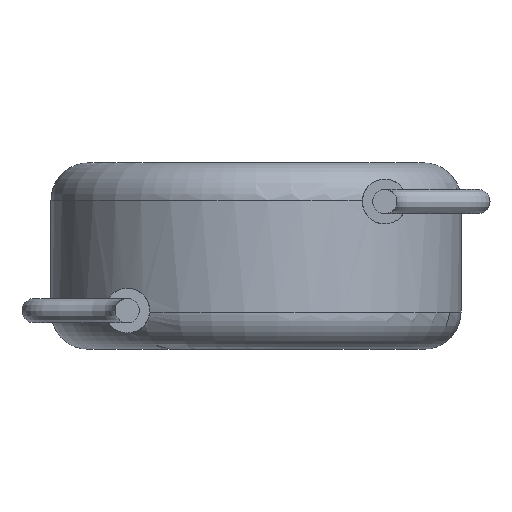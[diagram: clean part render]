
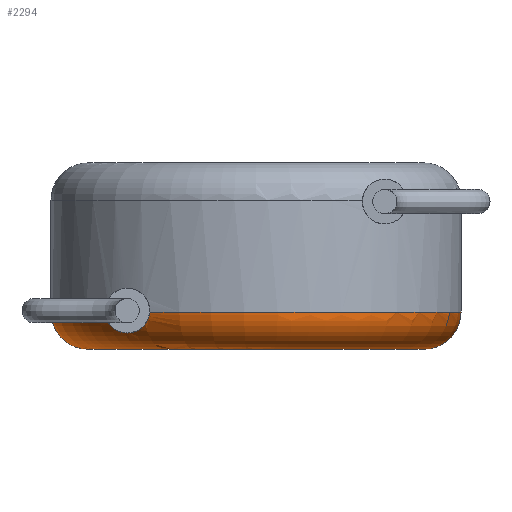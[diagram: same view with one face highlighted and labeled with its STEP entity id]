
A CAD part, front view. The second image highlights one B-rep face of the part: STEP entity #2294.
In plain terms, the highlighted toroidal (fillet/blend) face has major radius 4.5 mm and minor radius 1 mm.
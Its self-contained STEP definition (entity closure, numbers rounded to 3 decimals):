
#28 = ORIENTED_EDGE ( 'NONE', *, *, #1620, .F. ) ;
#122 = ORIENTED_EDGE ( 'NONE', *, *, #1191, .T. ) ;
#137 = ORIENTED_EDGE ( 'NONE', *, *, #3724, .T. ) ;
#219 = CARTESIAN_POINT ( 'NONE',  ( -3.878, -3.788, 0.606 ) ) ;
#230 = CARTESIAN_POINT ( 'NONE',  ( 0., 0., 0. ) ) ;
#271 = CARTESIAN_POINT ( 'NONE',  ( -4.5, 0., 0. ) ) ;
#356 = DIRECTION ( 'NONE',  ( 0., -1., 0. ) ) ;
#374 = CIRCLE ( 'NONE', #3345, 1. ) ;
#436 = DIRECTION ( 'NONE',  ( -1., 0., 0. ) ) ;
#462 = CARTESIAN_POINT ( 'NONE',  ( -2.854, -4.702, 1. ) ) ;
#511 = DIRECTION ( 'NONE',  ( 1., 0., 0. ) ) ;
#579 = DIRECTION ( 'NONE',  ( 0., 0., 1. ) ) ;
#638 = EDGE_CURVE ( 'NONE', #1817, #4060, #857, .T. ) ;
#709 = ORIENTED_EDGE ( 'NONE', *, *, #1185, .F. ) ;
#747 = AXIS2_PLACEMENT_3D ( 'NONE', #1525, #579, #858 ) ;
#757 = DIRECTION ( 'NONE',  ( 0., 0., 1. ) ) ;
#795 = CARTESIAN_POINT ( 'NONE',  ( -2.885, -4.668, 0.828 ) ) ;
#809 = CARTESIAN_POINT ( 'NONE',  ( 4.5, 0., 1. ) ) ;
#843 = CARTESIAN_POINT ( 'NONE',  ( -3.747, -3.85, 0.507 ) ) ;
#857 = CIRCLE ( 'NONE', #747, 5.5 ) ;
#858 = DIRECTION ( 'NONE',  ( 1., 0., 0. ) ) ;
#890 = CARTESIAN_POINT ( 'NONE',  ( -4.052, -3.72, 1. ) ) ;
#907 = AXIS2_PLACEMENT_3D ( 'NONE', #230, #2097, #1159 ) ;
#909 = DIRECTION ( 'NONE',  ( 0., 1., 0. ) ) ;
#937 = AXIS2_PLACEMENT_3D ( 'NONE', #1109, #3312, #1074 ) ;
#965 = CIRCLE ( 'NONE', #1691, 1. ) ;
#1074 = DIRECTION ( 'NONE',  ( 1., 0., 0. ) ) ;
#1087 = CIRCLE ( 'NONE', #937, 5.5 ) ;
#1109 = CARTESIAN_POINT ( 'NONE',  ( 0., 0., 1. ) ) ;
#1112 = VERTEX_POINT ( 'NONE', #2972 ) ;
#1123 = CARTESIAN_POINT ( 'NONE',  ( -3.101, -4.412, 0.546 ) ) ;
#1151 = CARTESIAN_POINT ( 'NONE',  ( -3.155, -4.35, 0.512 ) ) ;
#1159 = DIRECTION ( 'NONE',  ( 1., 0., 0. ) ) ;
#1185 = EDGE_CURVE ( 'NONE', #2488, #1112, #1087, .T. ) ;
#1191 = EDGE_CURVE ( 'NONE', #1817, #1112, #1551, .T. ) ;
#1470 = CARTESIAN_POINT ( 'NONE',  ( -3.673, -3.892, 0.474 ) ) ;
#1483 = CIRCLE ( 'NONE', #907, 4.5 ) ;
#1499 = CARTESIAN_POINT ( 'NONE',  ( -3.461, -4.046, 0.433 ) ) ;
#1525 = CARTESIAN_POINT ( 'NONE',  ( 0., 0., 1. ) ) ;
#1551 = B_SPLINE_CURVE_WITH_KNOTS ( 'NONE', 3,
 ( #3905, #2696, #795, #3003, #3017, #1123, #1151, #2750, #1830, #1499, #3706, #1470, #843, #219, #2723, #3374, #2086, #890 ),
 .UNSPECIFIED., .F., .F.,
 ( 4, 2, 2, 2, 2, 2, 2, 2, 4 ),
 ( 0., 0., 0.001, 0.001, 0.001, 0.001, 0.002, 0.002, 0.002 ),
 .UNSPECIFIED. ) ;
#1620 = EDGE_CURVE ( 'NONE', #3372, #2491, #1483, .T. ) ;
#1691 = AXIS2_PLACEMENT_3D ( 'NONE', #809, #356, #3515 ) ;
#1744 = ORIENTED_EDGE ( 'NONE', *, *, #3902, .F. ) ;
#1817 = VERTEX_POINT ( 'NONE', #462 ) ;
#1830 = CARTESIAN_POINT ( 'NONE',  ( -3.332, -4.164, 0.445 ) ) ;
#1875 = AXIS2_PLACEMENT_3D ( 'NONE', #2421, #757, #511 ) ;
#1917 = FACE_OUTER_BOUND ( 'NONE', #3720, .T. ) ;
#2086 = CARTESIAN_POINT ( 'NONE',  ( -4.046, -3.725, 0.911 ) ) ;
#2097 = DIRECTION ( 'NONE',  ( 0., 0., -1. ) ) ;
#2194 = CARTESIAN_POINT ( 'NONE',  ( -5.5, 0., 1. ) ) ;
#2294 = ADVANCED_FACE ( 'NONE', ( #1917 ), #4032, .T. ) ;
#2383 = CARTESIAN_POINT ( 'NONE',  ( 5.5, 0., 1. ) ) ;
#2421 = CARTESIAN_POINT ( 'NONE',  ( 0., 0., 1. ) ) ;
#2478 = CARTESIAN_POINT ( 'NONE',  ( -4.5, 0., 1. ) ) ;
#2488 = VERTEX_POINT ( 'NONE', #2194 ) ;
#2491 = VERTEX_POINT ( 'NONE', #271 ) ;
#2696 = CARTESIAN_POINT ( 'NONE',  ( -2.859, -4.698, 0.91 ) ) ;
#2723 = CARTESIAN_POINT ( 'NONE',  ( -3.937, -3.766, 0.672 ) ) ;
#2750 = CARTESIAN_POINT ( 'NONE',  ( -3.27, -4.227, 0.462 ) ) ;
#2779 = CARTESIAN_POINT ( 'NONE',  ( 4.5, 0., 0. ) ) ;
#2972 = CARTESIAN_POINT ( 'NONE',  ( -4.052, -3.72, 1. ) ) ;
#3003 = CARTESIAN_POINT ( 'NONE',  ( -2.957, -4.583, 0.69 ) ) ;
#3017 = CARTESIAN_POINT ( 'NONE',  ( -3.002, -4.528, 0.635 ) ) ;
#3146 = ORIENTED_EDGE ( 'NONE', *, *, #638, .F. ) ;
#3312 = DIRECTION ( 'NONE',  ( 0., 0., 1. ) ) ;
#3345 = AXIS2_PLACEMENT_3D ( 'NONE', #2478, #909, #436 ) ;
#3372 = VERTEX_POINT ( 'NONE', #2779 ) ;
#3374 = CARTESIAN_POINT ( 'NONE',  ( -4.021, -3.735, 0.825 ) ) ;
#3515 = DIRECTION ( 'NONE',  ( 0., 0., -1. ) ) ;
#3706 = CARTESIAN_POINT ( 'NONE',  ( -3.531, -3.989, 0.437 ) ) ;
#3720 = EDGE_LOOP ( 'NONE', ( #1744, #28, #137, #3146, #122, #709 ) ) ;
#3724 = EDGE_CURVE ( 'NONE', #3372, #4060, #965, .T. ) ;
#3902 = EDGE_CURVE ( 'NONE', #2491, #2488, #374, .T. ) ;
#3905 = CARTESIAN_POINT ( 'NONE',  ( -2.854, -4.702, 1. ) ) ;
#4032 = TOROIDAL_SURFACE ( 'NONE', #1875, 4.5, 1. ) ;
#4060 = VERTEX_POINT ( 'NONE', #2383 ) ;
